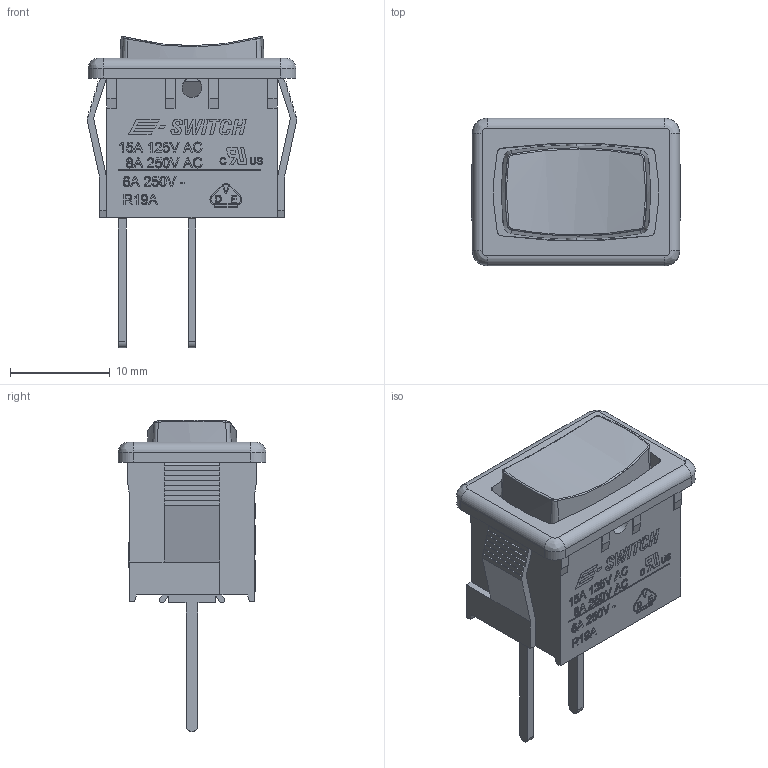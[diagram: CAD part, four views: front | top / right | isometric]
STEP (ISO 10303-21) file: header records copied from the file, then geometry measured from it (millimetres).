
FILE_DESCRIPTION(/* description */ (' '),/* implementation_level */ '2;1');
FILE_NAME(/* name */ 'R1966AxxxxxxEP.stp',/* time_stamp */ '2023-09-12T16:45:50-05:00',/* author */ ('mwilliams'),/* organization */ (' '),/* preprocessor_version */ 'ST-DEVELOPER v18.1',/* originating_system */ 'Autodesk Inventor 2022',/* authorisation */ ' ');
FILE_SCHEMA (('AUTOMOTIVE_DESIGN { 1 0 10303 214 3 1 1 }'));
Length unit declared in the file: inch
Products named in the file (1): R1966AxxxxxxEP
Bounding box: 20.94 x 14.8 x 31.2 mm (x, y, z)
Volume: 2212.4 mm3; surface area: 3272.9 mm2
Topology: 1 solids, 1 shells, 881 faces, 2379 edges, 1571 vertices
Faces by surface type: plane 532, bspline 295, cylinder 46, cone 8
Full cylindrical faces by diameter (mm): 2 x2
Entity records: 29278 total; most frequent: CARTESIAN_POINT 9017, ORIENTED_EDGE 4758, DIRECTION 3076, EDGE_CURVE 2379, LINE 1658, VECTOR 1658, VERTEX_POINT 1571, EDGE_LOOP 964
